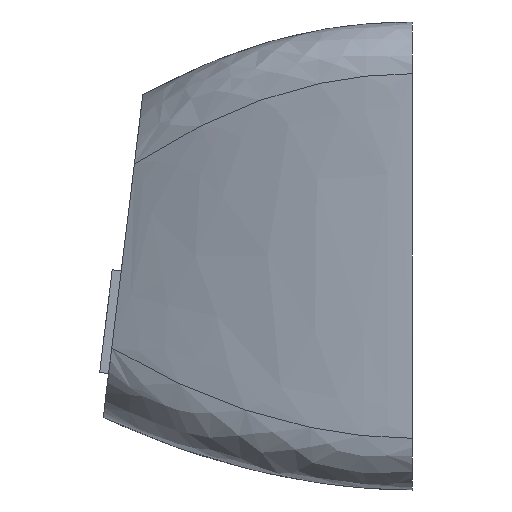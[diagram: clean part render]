
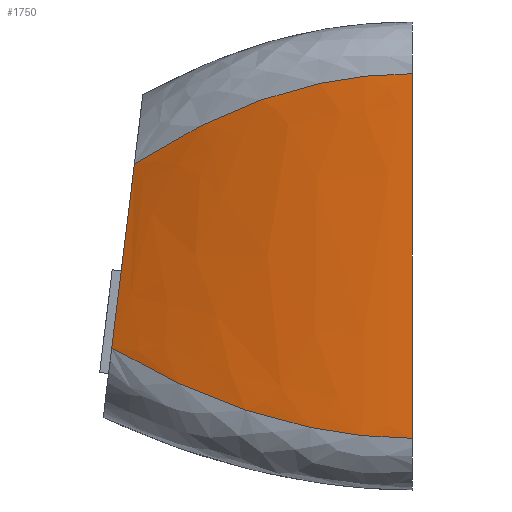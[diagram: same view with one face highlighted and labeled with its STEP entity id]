
A CAD part, left-side view. The second image highlights one B-rep face of the part: STEP entity #1750.
In plain terms, the highlighted free-form (B-spline) face has degree [3, 3] with [4, 4] control points.
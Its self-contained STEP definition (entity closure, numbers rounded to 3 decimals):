
#49=B_SPLINE_SURFACE_WITH_KNOTS('',3,3,((#3161,#3162,#3163,#3164),(#3165,
#3166,#3167,#3168),(#3169,#3170,#3171,#3172),(#3173,#3174,#3175,#3176)),
 .UNSPECIFIED.,.F.,.F.,.F.,(4,4),(4,4),(0.,1.),(0.,1.),.UNSPECIFIED.);
#89=B_SPLINE_CURVE_WITH_KNOTS('',3,(#3157,#3158,#3159,#3160),
 .UNSPECIFIED.,.F.,.F.,(4,4),(0.,1.),.UNSPECIFIED.);
#90=B_SPLINE_CURVE_WITH_KNOTS('',3,(#3177,#3178,#3179,#3180),
 .UNSPECIFIED.,.F.,.F.,(4,4),(0.,1.),.UNSPECIFIED.);
#133=FACE_OUTER_BOUND('',#231,.T.);
#231=EDGE_LOOP('',(#1359,#1360,#1361,#1362));
#362=LINE('',#3020,#569);
#367=LINE('',#3041,#574);
#569=VECTOR('',#2046,10.);
#574=VECTOR('',#2063,10.);
#769=VERTEX_POINT('',#3017);
#770=VERTEX_POINT('',#3019);
#779=VERTEX_POINT('',#3038);
#780=VERTEX_POINT('',#3040);
#972=EDGE_CURVE('',#770,#769,#362,.T.);
#982=EDGE_CURVE('',#779,#780,#367,.T.);
#990=EDGE_CURVE('',#779,#770,#89,.T.);
#991=EDGE_CURVE('',#780,#769,#90,.T.);
#1359=ORIENTED_EDGE('',*,*,#982,.F.);
#1360=ORIENTED_EDGE('',*,*,#990,.T.);
#1361=ORIENTED_EDGE('',*,*,#972,.T.);
#1362=ORIENTED_EDGE('',*,*,#991,.F.);
#1750=ADVANCED_FACE('',(#133),#49,.F.);
#2046=DIRECTION('',(0.,0.,1.));
#2063=DIRECTION('',(0.,-0.122,0.993));
#3017=CARTESIAN_POINT('',(0.,0.,16.1));
#3019=CARTESIAN_POINT('',(0.,0.,2.));
#3020=CARTESIAN_POINT('',(0.,0.,16.1));
#3038=CARTESIAN_POINT('',(2.7,11.625,5.494));
#3040=CARTESIAN_POINT('',(2.7,10.752,12.606));
#3041=CARTESIAN_POINT('',(2.7,10.752,12.606));
#3157=CARTESIAN_POINT('Ctrl Pts',(2.7,11.625,5.494));
#3158=CARTESIAN_POINT('Ctrl Pts',(0.9,7.75,3.165));
#3159=CARTESIAN_POINT('Ctrl Pts',(0.,3.73,
2.));
#3160=CARTESIAN_POINT('Ctrl Pts',(0.,0.,
2.));
#3161=CARTESIAN_POINT('Ctrl Pts',(2.7,11.625,5.494));
#3162=CARTESIAN_POINT('Ctrl Pts',(0.9,7.75,3.165));
#3163=CARTESIAN_POINT('Ctrl Pts',(0.,3.73,
2.));
#3164=CARTESIAN_POINT('Ctrl Pts',(0.,0.,
2.));
#3165=CARTESIAN_POINT('Ctrl Pts',(2.7,11.453,6.897));
#3166=CARTESIAN_POINT('Ctrl Pts',(0.939,7.635,4.8));
#3167=CARTESIAN_POINT('Ctrl Pts',(0.,3.73,
3.047));
#3168=CARTESIAN_POINT('Ctrl Pts',(0.,0.,
3.047));
#3169=CARTESIAN_POINT('Ctrl Pts',(2.7,10.924,11.203));
#3170=CARTESIAN_POINT('Ctrl Pts',(0.939,7.283,13.3));
#3171=CARTESIAN_POINT('Ctrl Pts',(0.,3.73,
15.053));
#3172=CARTESIAN_POINT('Ctrl Pts',(0.,0.,
15.053));
#3173=CARTESIAN_POINT('Ctrl Pts',(2.7,10.752,12.606));
#3174=CARTESIAN_POINT('Ctrl Pts',(0.9,7.168,14.935));
#3175=CARTESIAN_POINT('Ctrl Pts',(0.,3.73,
16.1));
#3176=CARTESIAN_POINT('Ctrl Pts',(0.,0.,
16.1));
#3177=CARTESIAN_POINT('Ctrl Pts',(2.7,10.752,12.606));
#3178=CARTESIAN_POINT('Ctrl Pts',(0.9,7.168,14.935));
#3179=CARTESIAN_POINT('Ctrl Pts',(0.,3.73,16.1));
#3180=CARTESIAN_POINT('Ctrl Pts',(0.,0.,16.1));
